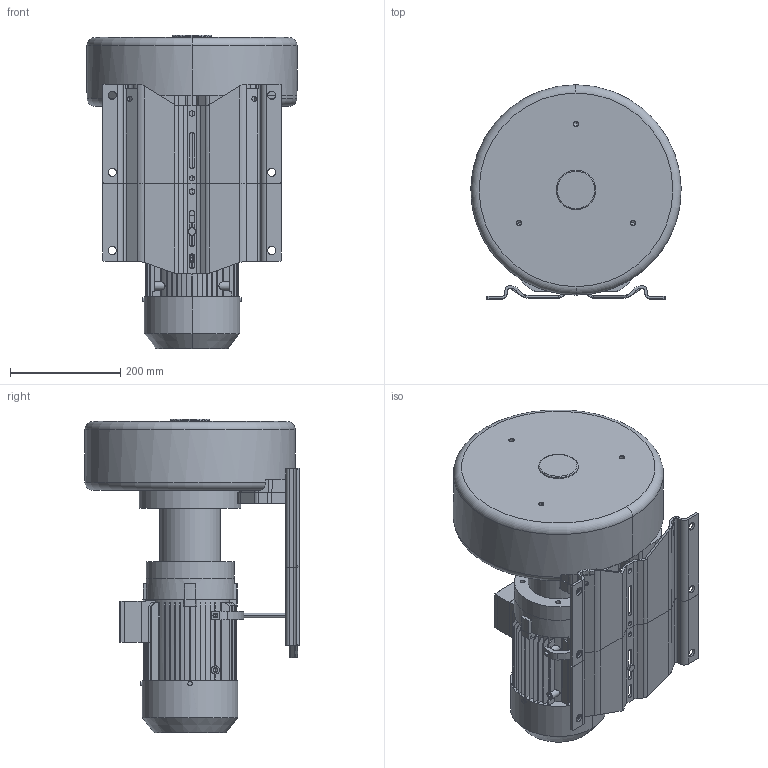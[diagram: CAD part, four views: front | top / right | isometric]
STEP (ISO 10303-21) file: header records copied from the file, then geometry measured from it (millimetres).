
FILE_DESCRIPTION((''),'2;1');
FILE_NAME('MD-001077_ASM','2014-03-21T',('rnennstiel'),('vacuvane vacuum technology gmbh'),'PRO/ENGINEER BY PARAMETRIC TECHNOLOGY CORPORATION, 2010140','PRO/ENGINEER BY PARAMETRIC TECHNOLOGY CORPORATION, 2010140','');
FILE_SCHEMA(('AUTOMOTIVE_DESIGN_CC2 { 1 2 10303 214 -1 1 5 2 }'));
Length unit declared in the file: millimetre
Products named in the file (9): MD-001078; MD-000227; MD-000939; MD-000940; MD-000941_ASM; MD-001342; MD-000934; MD-000366; MD-001077_ASM
Assembly tree (9 placements, depth 3):
  MD-001077_ASM
    MD-001078
    MD-000227
    MD-000941_ASM
      MD-000939
      MD-000940
    MD-001342
    MD-000934
    MD-000366  x2
Bounding box: 382 x 389 x 569.6 mm (x, y, z)
Volume: 21102976 mm3; surface area: 1233095.3 mm2
Topology: 8 solids, 20 shells, 853 faces, 2391 edges, 1569 vertices
Faces by surface type: plane 384, cylinder 325, cone 139, torus 5
Entity records: 34896 total; most frequent: CARTESIAN_POINT 8481, DIRECTION 4585, ORIENTED_EDGE 4554, EDGE_CURVE 2301, AXIS2_PLACEMENT_3D 1700, VERTEX_POINT 1525, PRESENTATION_STYLE_ASSIGNMENT 1388, STYLED_ITEM 1372
